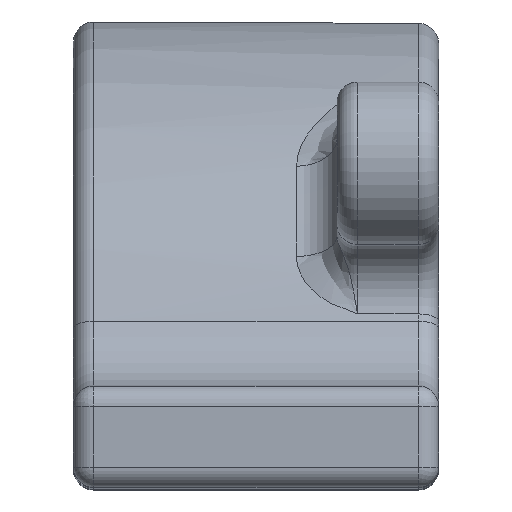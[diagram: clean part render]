
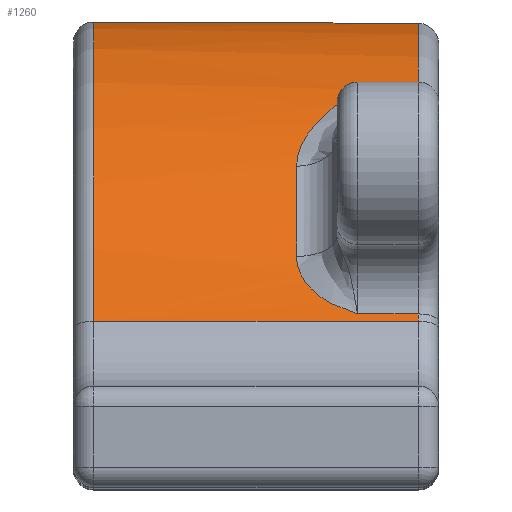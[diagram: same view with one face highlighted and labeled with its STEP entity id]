
A CAD part, top view. The second image highlights one B-rep face of the part: STEP entity #1260.
In plain terms, the highlighted cylindrical face has radius 23 mm (diameter 46 mm), a partial arc.
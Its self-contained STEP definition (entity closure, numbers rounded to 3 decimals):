
#16=B_SPLINE_CURVE_WITH_KNOTS('',3,(#2191,#2192,#2193,#2194,#2195,#2196,
#2197,#2198,#2199,#2200,#2201,#2202,#2203,#2204,#2205),.UNSPECIFIED.,.F.,
 .F.,(4,2,1,1,1,1,1,1,1,1,1,4),(-0.487,-0.486,-0.437,
-0.389,-0.34,-0.291,-0.243,
-0.194,-0.146,-0.097,-0.049,
0.),.UNSPECIFIED.);
#17=B_SPLINE_CURVE_WITH_KNOTS('',3,(#2252,#2253,#2254,#2255,#2256,#2257,
#2258,#2259),.UNSPECIFIED.,.F.,.F.,(4,1,1,2,4),(-0.731,-0.439,
-0.292,0.,0.001),.UNSPECIFIED.);
#19=B_SPLINE_CURVE_WITH_KNOTS('',3,(#2442,#2443,#2444,#2445,#2446,#2447,
#2448,#2449,#2450,#2451,#2452,#2453,#2454,#2455,#2456),.UNSPECIFIED.,.F.,
 .F.,(4,2,1,1,1,1,1,1,1,1,1,4),(-0.487,-0.486,-0.437,
-0.389,-0.34,-0.291,-0.243,
-0.194,-0.146,-0.097,-0.049,
0.),.UNSPECIFIED.);
#20=B_SPLINE_CURVE_WITH_KNOTS('',3,(#2459,#2460,#2461,#2462,#2463,#2464,
#2465,#2466),.UNSPECIFIED.,.F.,.F.,(4,1,1,2,4),(-0.731,-0.439,
-0.292,0.,0.001),.UNSPECIFIED.);
#94=LINE('',#2077,#148);
#96=LINE('',#2084,#150);
#98=LINE('',#2093,#152);
#120=LINE('',#2420,#174);
#123=LINE('',#2431,#177);
#125=LINE('',#2439,#179);
#148=VECTOR('',#1638,10.);
#150=VECTOR('',#1646,10.);
#152=VECTOR('',#1658,10.);
#174=VECTOR('',#1874,10.);
#177=VECTOR('',#1887,10.);
#179=VECTOR('',#1897,10.);
#213=CYLINDRICAL_SURFACE('',#1467,23.);
#286=FACE_OUTER_BOUND('',#377,.T.);
#377=EDGE_LOOP('',(#1078,#1079,#1080,#1081,#1082,#1083,#1084,#1085,#1086,
#1087,#1088,#1089,#1090,#1091,#1092,#1093));
#421=CIRCLE('',#1322,23.);
#447=CIRCLE('',#1367,23.);
#467=CIRCLE('',#1400,23.);
#480=CIRCLE('',#1418,23.);
#492=CIRCLE('',#1434,23.);
#510=CIRCLE('',#1468,23.);
#532=VERTEX_POINT('',#1982);
#541=VERTEX_POINT('',#2007);
#543=VERTEX_POINT('',#2013);
#549=VERTEX_POINT('',#2031);
#560=VERTEX_POINT('',#2075);
#562=VERTEX_POINT('',#2083);
#565=VERTEX_POINT('',#2173);
#567=VERTEX_POINT('',#2207);
#584=VERTEX_POINT('',#2316);
#593=VERTEX_POINT('',#2344);
#595=VERTEX_POINT('',#2350);
#601=VERTEX_POINT('',#2368);
#611=VERTEX_POINT('',#2419);
#614=VERTEX_POINT('',#2429);
#617=VERTEX_POINT('',#2441);
#618=VERTEX_POINT('',#2457);
#653=EDGE_CURVE('',#541,#543,#421,.T.);
#685=EDGE_CURVE('',#549,#560,#94,.T.);
#688=EDGE_CURVE('',#543,#562,#96,.T.);
#693=EDGE_CURVE('',#532,#541,#98,.T.);
#698=EDGE_CURVE('',#562,#565,#16,.T.);
#701=EDGE_CURVE('',#565,#567,#447,.T.);
#702=EDGE_CURVE('',#567,#560,#17,.T.);
#728=EDGE_CURVE('',#532,#584,#467,.T.);
#743=EDGE_CURVE('',#593,#595,#480,.T.);
#755=EDGE_CURVE('',#601,#549,#492,.T.);
#780=EDGE_CURVE('',#601,#611,#120,.T.);
#786=EDGE_CURVE('',#595,#614,#123,.T.);
#790=EDGE_CURVE('',#584,#593,#125,.T.);
#791=EDGE_CURVE('',#614,#617,#19,.T.);
#792=EDGE_CURVE('',#617,#618,#510,.T.);
#793=EDGE_CURVE('',#618,#611,#20,.T.);
#1078=ORIENTED_EDGE('',*,*,#755,.T.);
#1079=ORIENTED_EDGE('',*,*,#685,.T.);
#1080=ORIENTED_EDGE('',*,*,#702,.F.);
#1081=ORIENTED_EDGE('',*,*,#701,.F.);
#1082=ORIENTED_EDGE('',*,*,#698,.F.);
#1083=ORIENTED_EDGE('',*,*,#688,.F.);
#1084=ORIENTED_EDGE('',*,*,#653,.F.);
#1085=ORIENTED_EDGE('',*,*,#693,.F.);
#1086=ORIENTED_EDGE('',*,*,#728,.T.);
#1087=ORIENTED_EDGE('',*,*,#790,.T.);
#1088=ORIENTED_EDGE('',*,*,#743,.T.);
#1089=ORIENTED_EDGE('',*,*,#786,.T.);
#1090=ORIENTED_EDGE('',*,*,#791,.T.);
#1091=ORIENTED_EDGE('',*,*,#792,.T.);
#1092=ORIENTED_EDGE('',*,*,#793,.T.);
#1093=ORIENTED_EDGE('',*,*,#780,.F.);
#1260=ADVANCED_FACE('',(#286),#213,.T.);
#1322=AXIS2_PLACEMENT_3D('',#2017,#1563,#1564);
#1367=AXIS2_PLACEMENT_3D('',#2211,#1673,#1674);
#1400=AXIS2_PLACEMENT_3D('',#2321,#1744,#1745);
#1418=AXIS2_PLACEMENT_3D('',#2353,#1782,#1783);
#1434=AXIS2_PLACEMENT_3D('',#2375,#1814,#1815);
#1467=AXIS2_PLACEMENT_3D('',#2440,#1898,#1899);
#1468=AXIS2_PLACEMENT_3D('',#2458,#1900,#1901);
#1563=DIRECTION('center_axis',(1.,0.,0.));
#1564=DIRECTION('ref_axis',(0.,0.365,-0.931));
#1638=DIRECTION('',(-1.,0.,0.));
#1646=DIRECTION('',(-1.,0.,0.));
#1658=DIRECTION('',(1.,0.,0.));
#1673=DIRECTION('center_axis',(1.,0.,0.));
#1674=DIRECTION('ref_axis',(0.,0.622,-0.783));
#1744=DIRECTION('center_axis',(1.,0.,0.));
#1745=DIRECTION('ref_axis',(0.,0.824,0.567));
#1782=DIRECTION('center_axis',(-1.,0.,0.));
#1783=DIRECTION('ref_axis',(0.,0.365,0.931));
#1814=DIRECTION('center_axis',(-1.,0.,0.));
#1815=DIRECTION('ref_axis',(0.,0.963,0.27));
#1874=DIRECTION('',(-1.,0.,0.));
#1887=DIRECTION('',(-1.,0.,0.));
#1897=DIRECTION('',(1.,0.,0.));
#1898=DIRECTION('center_axis',(-1.,0.,0.));
#1899=DIRECTION('ref_axis',(0.,0.,-1.));
#1900=DIRECTION('center_axis',(-1.,0.,0.));
#1901=DIRECTION('ref_axis',(0.,0.622,0.783));
#1982=CARTESIAN_POINT('',(3.,8.214,-21.483));
#2007=CARTESIAN_POINT('',(19.,8.214,-21.483));
#2013=CARTESIAN_POINT('',(19.,8.577,-21.341));
#2017=CARTESIAN_POINT('Origin',(19.,0.,0.));
#2031=CARTESIAN_POINT('',(19.,19.656,-11.943));
#2075=CARTESIAN_POINT('',(16.,19.656,-11.943));
#2077=CARTESIAN_POINT('',(20.,19.656,-11.943));
#2083=CARTESIAN_POINT('',(16.,8.577,-21.341));
#2084=CARTESIAN_POINT('',(20.,8.577,-21.341));
#2093=CARTESIAN_POINT('',(0.,8.214,-21.483));
#2173=CARTESIAN_POINT('',(13.,11.417,-19.966));
#2191=CARTESIAN_POINT('Ctrl Pts',(16.,8.577,-21.341));
#2192=CARTESIAN_POINT('Ctrl Pts',(15.998,8.577,-21.341));
#2193=CARTESIAN_POINT('Ctrl Pts',(15.995,8.578,-21.34));
#2194=CARTESIAN_POINT('Ctrl Pts',(15.843,8.631,-21.319));
#2195=CARTESIAN_POINT('Ctrl Pts',(15.542,8.735,-21.277));
#2196=CARTESIAN_POINT('Ctrl Pts',(15.098,8.906,-21.206));
#2197=CARTESIAN_POINT('Ctrl Pts',(14.672,9.104,-21.122));
#2198=CARTESIAN_POINT('Ctrl Pts',(14.271,9.339,-21.019));
#2199=CARTESIAN_POINT('Ctrl Pts',(13.908,9.613,-20.896));
#2200=CARTESIAN_POINT('Ctrl Pts',(13.593,9.923,-20.75));
#2201=CARTESIAN_POINT('Ctrl Pts',(13.334,10.27,-20.581));
#2202=CARTESIAN_POINT('Ctrl Pts',(13.144,10.637,-20.394));
#2203=CARTESIAN_POINT('Ctrl Pts',(13.026,11.026,-20.187));
#2204=CARTESIAN_POINT('Ctrl Pts',(13.,11.288,-20.04));
#2205=CARTESIAN_POINT('Ctrl Pts',(13.,11.417,-19.966));
#2207=CARTESIAN_POINT('',(13.,15.865,-16.653));
#2211=CARTESIAN_POINT('Origin',(13.,0.,0.));
#2252=CARTESIAN_POINT('Ctrl Pts',(13.,15.865,-16.653));
#2253=CARTESIAN_POINT('Ctrl Pts',(13.,16.514,-16.034));
#2254=CARTESIAN_POINT('Ctrl Pts',(13.426,17.414,-15.064));
#2255=CARTESIAN_POINT('Ctrl Pts',(14.572,18.64,-13.512));
#2256=CARTESIAN_POINT('Ctrl Pts',(15.433,19.271,-12.577));
#2257=CARTESIAN_POINT('Ctrl Pts',(15.996,19.653,-11.948));
#2258=CARTESIAN_POINT('Ctrl Pts',(15.998,19.655,-11.946));
#2259=CARTESIAN_POINT('Ctrl Pts',(16.,19.656,-11.943));
#2316=CARTESIAN_POINT('',(3.,8.214,21.483));
#2321=CARTESIAN_POINT('Origin',(3.,0.,0.));
#2344=CARTESIAN_POINT('',(19.,8.214,21.483));
#2350=CARTESIAN_POINT('',(19.,8.577,21.341));
#2353=CARTESIAN_POINT('Origin',(19.,0.,0.));
#2368=CARTESIAN_POINT('',(19.,19.656,11.943));
#2375=CARTESIAN_POINT('Origin',(19.,0.,0.));
#2419=CARTESIAN_POINT('',(16.,19.656,11.943));
#2420=CARTESIAN_POINT('',(20.,19.656,11.943));
#2429=CARTESIAN_POINT('',(16.,8.577,21.341));
#2431=CARTESIAN_POINT('',(20.,8.577,21.341));
#2439=CARTESIAN_POINT('',(0.,8.214,21.483));
#2440=CARTESIAN_POINT('Origin',(0.,0.,0.));
#2441=CARTESIAN_POINT('',(13.,11.417,19.966));
#2442=CARTESIAN_POINT('Ctrl Pts',(16.,8.577,21.341));
#2443=CARTESIAN_POINT('Ctrl Pts',(15.998,8.577,21.341));
#2444=CARTESIAN_POINT('Ctrl Pts',(15.995,8.578,21.34));
#2445=CARTESIAN_POINT('Ctrl Pts',(15.843,8.631,21.319));
#2446=CARTESIAN_POINT('Ctrl Pts',(15.542,8.735,21.277));
#2447=CARTESIAN_POINT('Ctrl Pts',(15.098,8.906,21.206));
#2448=CARTESIAN_POINT('Ctrl Pts',(14.672,9.104,21.122));
#2449=CARTESIAN_POINT('Ctrl Pts',(14.271,9.339,21.019));
#2450=CARTESIAN_POINT('Ctrl Pts',(13.908,9.613,20.896));
#2451=CARTESIAN_POINT('Ctrl Pts',(13.593,9.923,20.75));
#2452=CARTESIAN_POINT('Ctrl Pts',(13.334,10.27,20.581));
#2453=CARTESIAN_POINT('Ctrl Pts',(13.144,10.637,20.394));
#2454=CARTESIAN_POINT('Ctrl Pts',(13.026,11.026,20.187));
#2455=CARTESIAN_POINT('Ctrl Pts',(13.,11.288,20.04));
#2456=CARTESIAN_POINT('Ctrl Pts',(13.,11.417,19.966));
#2457=CARTESIAN_POINT('',(13.,15.865,16.653));
#2458=CARTESIAN_POINT('Origin',(13.,0.,0.));
#2459=CARTESIAN_POINT('Ctrl Pts',(13.,15.865,16.653));
#2460=CARTESIAN_POINT('Ctrl Pts',(13.,16.514,16.034));
#2461=CARTESIAN_POINT('Ctrl Pts',(13.426,17.414,15.064));
#2462=CARTESIAN_POINT('Ctrl Pts',(14.572,18.64,13.512));
#2463=CARTESIAN_POINT('Ctrl Pts',(15.433,19.271,12.577));
#2464=CARTESIAN_POINT('Ctrl Pts',(15.996,19.653,11.948));
#2465=CARTESIAN_POINT('Ctrl Pts',(15.998,19.655,11.946));
#2466=CARTESIAN_POINT('Ctrl Pts',(16.,19.656,11.943));
